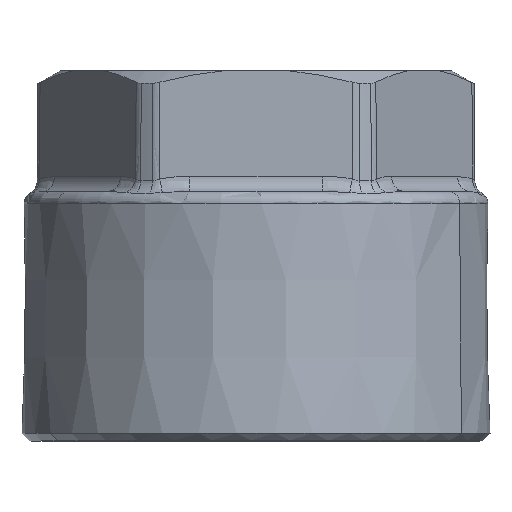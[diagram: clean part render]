
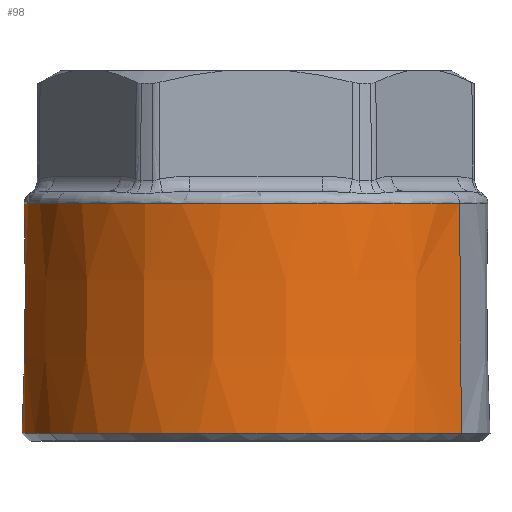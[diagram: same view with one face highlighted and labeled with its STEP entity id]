
A CAD part, top view. The second image highlights one B-rep face of the part: STEP entity #98.
In plain terms, the highlighted conical face has half-angle 0.5 degrees and reference radius 15.356 mm.
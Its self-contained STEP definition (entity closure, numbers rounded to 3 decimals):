
#51=CARTESIAN_POINT('Axis2P3D Location',(0.,16.5,0.)) ;
#56=CARTESIAN_POINT('Line Origine',(13.543,7.75,7.399)) ;
#60=CARTESIAN_POINT('Vertex',(13.482,15.707,7.365)) ;
#62=CARTESIAN_POINT('Vertex',(13.599,0.496,7.429)) ;
#65=CARTESIAN_POINT('Axis2P3D Location',(0.,15.707,0.)) ;
#69=CARTESIAN_POINT('Vertex',(-13.482,15.707,-7.365)) ;
#72=CARTESIAN_POINT('Line Origine',(-13.543,7.75,-7.399)) ;
#76=CARTESIAN_POINT('Vertex',(-13.599,0.496,-7.429)) ;
#79=CARTESIAN_POINT('Axis2P3D Location',(0.,0.496,0.)) ;
#83=CARTESIAN_POINT('Vertex',(-13.599,0.496,7.429)) ;
#86=CARTESIAN_POINT('Axis2P3D Location',(0.,0.496,0.)) ;
#52=DIRECTION('Axis2P3D Direction',(0.,-1.,0.)) ;
#53=DIRECTION('Axis2P3D XDirection',(-0.878,0.,-0.479)) ;
#57=DIRECTION('Vector Direction',(0.008,-1.,0.004)) ;
#66=DIRECTION('Axis2P3D Direction',(0.,-1.,0.)) ;
#73=DIRECTION('Vector Direction',(-0.008,-1.,-0.004)) ;
#80=DIRECTION('Axis2P3D Direction',(0.,-1.,0.)) ;
#87=DIRECTION('Axis2P3D Direction',(0.,-1.,0.)) ;
#54=AXIS2_PLACEMENT_3D('Cone Axis2P3D',#51,#52,#53) ;
#67=AXIS2_PLACEMENT_3D('Circle Axis2P3D',#65,#66,$) ;
#81=AXIS2_PLACEMENT_3D('Circle Axis2P3D',#79,#80,$) ;
#88=AXIS2_PLACEMENT_3D('Circle Axis2P3D',#86,#87,$) ;
#92=ORIENTED_EDGE('',*,*,#64,.F.) ;
#93=ORIENTED_EDGE('',*,*,#71,.T.) ;
#94=ORIENTED_EDGE('',*,*,#78,.T.) ;
#95=ORIENTED_EDGE('',*,*,#85,.F.) ;
#96=ORIENTED_EDGE('',*,*,#90,.T.) ;
#58=VECTOR('Line Direction',#57,1.) ;
#74=VECTOR('Line Direction',#73,1.) ;
#98=ADVANCED_FACE('PartBody',(#97),#55,.T.) ;
#68=CIRCLE('generated circle',#67,15.363) ;
#82=CIRCLE('generated circle',#81,15.496) ;
#89=CIRCLE('generated circle',#88,15.496) ;
#55=CONICAL_SURFACE('Cone',#54,15.356,0.009) ;
#64=EDGE_CURVE('',#61,#63,#59,.T.) ;
#71=EDGE_CURVE('',#61,#70,#68,.T.) ;
#78=EDGE_CURVE('',#70,#77,#75,.T.) ;
#85=EDGE_CURVE('',#84,#77,#82,.T.) ;
#90=EDGE_CURVE('',#84,#63,#89,.F.) ;
#91=EDGE_LOOP('',(#92,#93,#94,#95,#96)) ;
#97=FACE_OUTER_BOUND('',#91,.T.) ;
#59=LINE('Line',#56,#58) ;
#75=LINE('Line',#72,#74) ;
#61=VERTEX_POINT('',#60) ;
#63=VERTEX_POINT('',#62) ;
#70=VERTEX_POINT('',#69) ;
#77=VERTEX_POINT('',#76) ;
#84=VERTEX_POINT('',#83) ;
